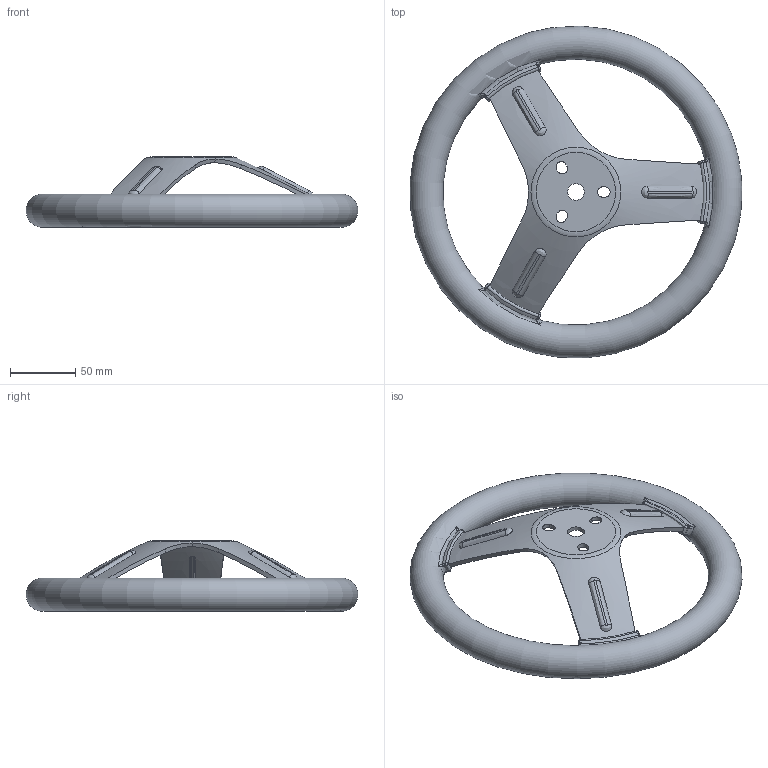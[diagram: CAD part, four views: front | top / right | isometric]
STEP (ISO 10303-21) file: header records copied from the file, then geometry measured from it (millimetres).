
FILE_DESCRIPTION (( 'STEP AP203' ), '1' );
FILE_NAME ('Go Kart Steering Wheel 10 inches.STEP', '2021-02-03T17:56:02', ( '' ), ( '' ), 'SwSTEP 2.0', 'SolidWorks 2017', '' );
FILE_SCHEMA (( 'CONFIG_CONTROL_DESIGN' ));
Length unit declared in the file: inch
Products named in the file (1): Go Kart Steering Wheel 10 inches
Bounding box: 253.66 x 253.66 x 53.94 mm (x, y, z)
Surface area: 92550.5 mm2 (no closed solid volume)
Topology: 0 solids, 2 shells, 176 faces, 418 edges, 237 vertices
Faces by surface type: bspline 102, torus 32, plane 14, cylinder 13, sphere 12, cone 3
Full cylindrical faces by diameter (mm): 12.7 x1
Entity records: 12151 total; most frequent: CARTESIAN_POINT 8900, ORIENTED_EDGE 774, DIRECTION 474, EDGE_CURVE 387, VERTEX_POINT 228, AXIS2_PLACEMENT_3D 219, B_SPLINE_CURVE_WITH_KNOTS 207, EDGE_LOOP 197
